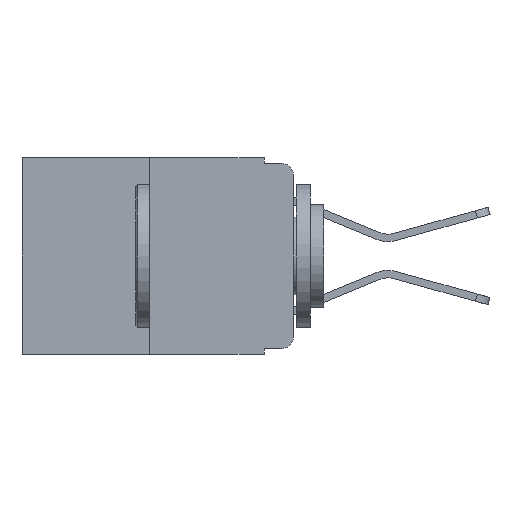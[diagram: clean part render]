
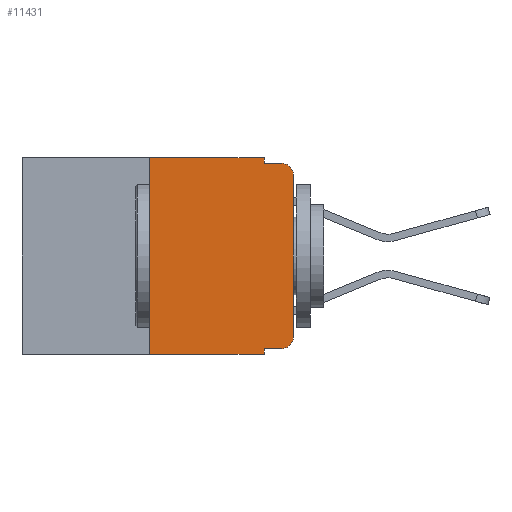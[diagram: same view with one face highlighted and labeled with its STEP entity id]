
A CAD part, left-side view. The second image highlights one B-rep face of the part: STEP entity #11431.
In plain terms, the highlighted planar face has unit normal (-1, 0, 0).
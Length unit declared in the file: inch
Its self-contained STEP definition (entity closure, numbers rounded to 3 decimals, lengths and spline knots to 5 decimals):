
#159 = VERTEX_POINT ( 'NONE', #7075 ) ;
#369 = VERTEX_POINT ( 'NONE', #658 ) ;
#480 = DIRECTION ( 'NONE',  ( 1., 0., 0. ) ) ;
#507 = VECTOR ( 'NONE', #9167, 39.37008 ) ;
#647 = DIRECTION ( 'NONE',  ( 0., -1., 0. ) ) ;
#658 = CARTESIAN_POINT ( 'NONE',  ( 0., 0., -0.313 ) ) ;
#748 = ORIENTED_EDGE ( 'NONE', *, *, #8489, .F. ) ;
#785 = CIRCLE ( 'NONE', #5864, 0.02 ) ;
#1335 = VECTOR ( 'NONE', #7461, 39.37008 ) ;
#1381 = ORIENTED_EDGE ( 'NONE', *, *, #9668, .F. ) ;
#1438 = VECTOR ( 'NONE', #647, 39.37008 ) ;
#1507 = CARTESIAN_POINT ( 'NONE',  ( 0., 0.25, 0. ) ) ;
#1828 = CARTESIAN_POINT ( 'NONE',  ( 0., 0.02, -0.313 ) ) ;
#1915 = CARTESIAN_POINT ( 'NONE',  ( 0., 0.02, -0.01 ) ) ;
#2194 = ORIENTED_EDGE ( 'NONE', *, *, #5375, .T. ) ;
#2608 = LINE ( 'NONE', #11886, #5194 ) ;
#2640 = VERTEX_POINT ( 'NONE', #6941 ) ;
#2819 = DIRECTION ( 'NONE',  ( 0., 0., -1. ) ) ;
#3469 = CARTESIAN_POINT ( 'NONE',  ( 0., 0.25, -0.343 ) ) ;
#3711 = CARTESIAN_POINT ( 'NONE',  ( 0., 0.02, -0.03 ) ) ;
#3735 = ORIENTED_EDGE ( 'NONE', *, *, #5291, .T. ) ;
#3887 = ORIENTED_EDGE ( 'NONE', *, *, #6027, .T. ) ;
#3976 = LINE ( 'NONE', #10962, #1335 ) ;
#4464 = LINE ( 'NONE', #9639, #11390 ) ;
#4482 = ORIENTED_EDGE ( 'NONE', *, *, #9079, .F. ) ;
#4549 = DIRECTION ( 'NONE',  ( 0., 0., -1. ) ) ;
#4661 = CARTESIAN_POINT ( 'NONE',  ( 0., 0.473, -0.343 ) ) ;
#4679 = DIRECTION ( 'NONE',  ( 0., 0., -1. ) ) ;
#5051 = DIRECTION ( 'NONE',  ( 0., 0., 1. ) ) ;
#5194 = VECTOR ( 'NONE', #5679, 39.37008 ) ;
#5291 = EDGE_CURVE ( 'NONE', #8070, #10692, #8757, .T. ) ;
#5321 = CIRCLE ( 'NONE', #9835, 0.02 ) ;
#5375 = EDGE_CURVE ( 'NONE', #6350, #369, #785, .T. ) ;
#5523 = CARTESIAN_POINT ( 'NONE',  ( 0., 0.051, 0. ) ) ;
#5679 = DIRECTION ( 'NONE',  ( 0., 0., -1. ) ) ;
#5694 = ORIENTED_EDGE ( 'NONE', *, *, #9469, .F. ) ;
#5729 = VERTEX_POINT ( 'NONE', #7071 ) ;
#5864 = AXIS2_PLACEMENT_3D ( 'NONE', #1828, #8503, #2819 ) ;
#5884 = AXIS2_PLACEMENT_3D ( 'NONE', #11655, #480, #7315 ) ;
#6027 = EDGE_CURVE ( 'NONE', #9046, #6350, #11323, .T. ) ;
#6068 = LINE ( 'NONE', #6467, #507 ) ;
#6133 = ORIENTED_EDGE ( 'NONE', *, *, #10834, .T. ) ;
#6290 = FACE_OUTER_BOUND ( 'NONE', #8420, .T. ) ;
#6350 = VERTEX_POINT ( 'NONE', #8756 ) ;
#6407 = PLANE ( 'NONE',  #5884 ) ;
#6467 = CARTESIAN_POINT ( 'NONE',  ( 0., 0., 0. ) ) ;
#6562 = DIRECTION ( 'NONE',  ( 0., -1., 0. ) ) ;
#6661 = EDGE_CURVE ( 'NONE', #9046, #10692, #7909, .T. ) ;
#6941 = CARTESIAN_POINT ( 'NONE',  ( 0., 0.051, -0.01 ) ) ;
#7071 = CARTESIAN_POINT ( 'NONE',  ( 0., 0.051, 0. ) ) ;
#7075 = CARTESIAN_POINT ( 'NONE',  ( 0., 0., -0.03 ) ) ;
#7169 = CARTESIAN_POINT ( 'NONE',  ( 0., 0.051, -0.343 ) ) ;
#7208 = VECTOR ( 'NONE', #6562, 39.37008 ) ;
#7315 = DIRECTION ( 'NONE',  ( 0., 0., -1. ) ) ;
#7461 = DIRECTION ( 'NONE',  ( 0., -1., 0. ) ) ;
#7709 = VERTEX_POINT ( 'NONE', #1915 ) ;
#7909 = LINE ( 'NONE', #5523, #10015 ) ;
#8021 = ORIENTED_EDGE ( 'NONE', *, *, #6661, .F. ) ;
#8070 = VERTEX_POINT ( 'NONE', #3469 ) ;
#8102 = DIRECTION ( 'NONE',  ( 0., -1., 0. ) ) ;
#8420 = EDGE_LOOP ( 'NONE', ( #6133, #11397, #1381, #4482, #5694, #748, #3735, #8021, #3887, #2194 ) ) ;
#8489 = EDGE_CURVE ( 'NONE', #8070, #9585, #4464, .T. ) ;
#8503 = DIRECTION ( 'NONE',  ( -1., 0., 0. ) ) ;
#8536 = LINE ( 'NONE', #10717, #10865 ) ;
#8756 = CARTESIAN_POINT ( 'NONE',  ( 0., 0.02, -0.333 ) ) ;
#8757 = LINE ( 'NONE', #4661, #7208 ) ;
#9046 = VERTEX_POINT ( 'NONE', #10192 ) ;
#9079 = EDGE_CURVE ( 'NONE', #5729, #2640, #2608, .T. ) ;
#9167 = DIRECTION ( 'NONE',  ( 0., 0., 1. ) ) ;
#9469 = EDGE_CURVE ( 'NONE', #9585, #5729, #8536, .T. ) ;
#9585 = VERTEX_POINT ( 'NONE', #1507 ) ;
#9639 = CARTESIAN_POINT ( 'NONE',  ( 0., 0.25, 0. ) ) ;
#9668 = EDGE_CURVE ( 'NONE', #2640, #7709, #3976, .T. ) ;
#9835 = AXIS2_PLACEMENT_3D ( 'NONE', #3711, #10210, #4679 ) ;
#10015 = VECTOR ( 'NONE', #4549, 39.37008 ) ;
#10145 = CARTESIAN_POINT ( 'NONE',  ( 0., 0.051, -0.333 ) ) ;
#10192 = CARTESIAN_POINT ( 'NONE',  ( 0., 0.051, -0.333 ) ) ;
#10210 = DIRECTION ( 'NONE',  ( -1., 0., 0. ) ) ;
#10289 = EDGE_CURVE ( 'NONE', #159, #7709, #5321, .T. ) ;
#10692 = VERTEX_POINT ( 'NONE', #7169 ) ;
#10717 = CARTESIAN_POINT ( 'NONE',  ( 0., 0.473, 0. ) ) ;
#10834 = EDGE_CURVE ( 'NONE', #369, #159, #6068, .T. ) ;
#10865 = VECTOR ( 'NONE', #8102, 39.37008 ) ;
#10962 = CARTESIAN_POINT ( 'NONE',  ( 0., 0.051, -0.01 ) ) ;
#11323 = LINE ( 'NONE', #10145, #1438 ) ;
#11390 = VECTOR ( 'NONE', #5051, 39.37008 ) ;
#11397 = ORIENTED_EDGE ( 'NONE', *, *, #10289, .T. ) ;
#11431 = ADVANCED_FACE ( 'NONE', ( #6290 ), #6407, .F. ) ;
#11655 = CARTESIAN_POINT ( 'NONE',  ( 0., 0.473, 0. ) ) ;
#11886 = CARTESIAN_POINT ( 'NONE',  ( 0., 0.051, 0. ) ) ;
